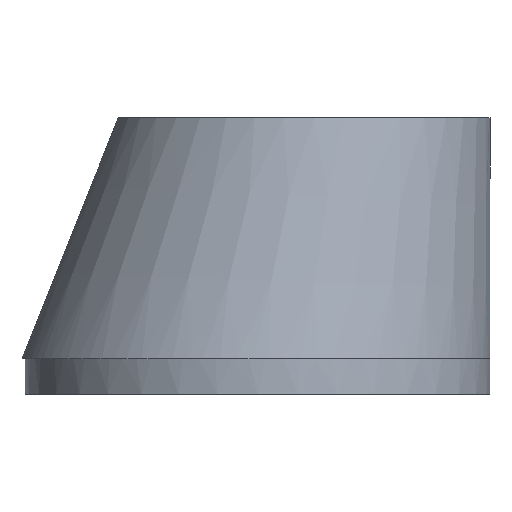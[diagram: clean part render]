
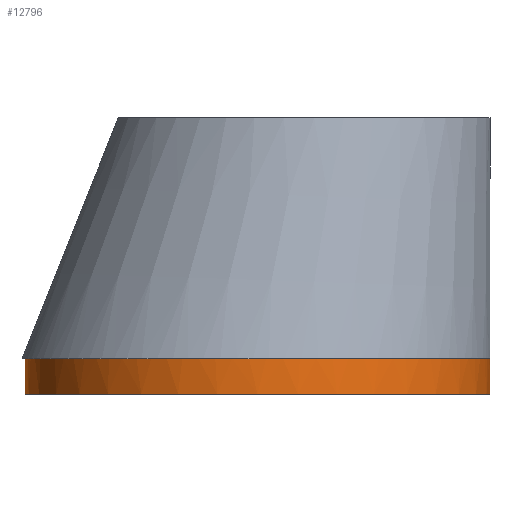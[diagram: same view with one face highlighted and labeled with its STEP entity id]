
A CAD part, front view. The second image highlights one B-rep face of the part: STEP entity #12796.
In plain terms, the highlighted cylindrical face has radius 483 mm (diameter 966 mm), a partial arc.
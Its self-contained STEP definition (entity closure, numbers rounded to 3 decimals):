
#593 = CARTESIAN_POINT ( 'NONE',  ( 483., 0., -74. ) ) ;
#911 = VERTEX_POINT ( 'NONE', #3092 ) ;
#1464 = CIRCLE ( 'NONE', #12349, 483. ) ;
#1994 = EDGE_CURVE ( 'NONE', #20545, #11691, #12332, .T. ) ;
#2333 = ORIENTED_EDGE ( 'NONE', *, *, #1994, .F. ) ;
#2872 = CARTESIAN_POINT ( 'NONE',  ( -483., 0., -74. ) ) ;
#3092 = CARTESIAN_POINT ( 'NONE',  ( 483., 0., 0. ) ) ;
#3787 = CARTESIAN_POINT ( 'NONE',  ( -483., 0., -74. ) ) ;
#4402 = CARTESIAN_POINT ( 'NONE',  ( 0., 0., 0. ) ) ;
#4548 = LINE ( 'NONE', #593, #9786 ) ;
#5584 = EDGE_CURVE ( 'NONE', #20545, #6779, #21724, .T. ) ;
#5903 = EDGE_CURVE ( 'NONE', #11691, #911, #1464, .T. ) ;
#6257 = DIRECTION ( 'NONE',  ( 0., 0., 1. ) ) ;
#6779 = VERTEX_POINT ( 'NONE', #19894 ) ;
#7445 = CYLINDRICAL_SURFACE ( 'NONE', #18126, 483. ) ;
#7560 = DIRECTION ( 'NONE',  ( 1., 0., 0. ) ) ;
#7827 = DIRECTION ( 'NONE',  ( 0., 0., 1. ) ) ;
#8202 = ORIENTED_EDGE ( 'NONE', *, *, #5903, .F. ) ;
#9310 = DIRECTION ( 'NONE',  ( 0., 0., 1. ) ) ;
#9642 = DIRECTION ( 'NONE',  ( 1., 0., 0. ) ) ;
#9786 = VECTOR ( 'NONE', #6257, 1000. ) ;
#10428 = ORIENTED_EDGE ( 'NONE', *, *, #15078, .T. ) ;
#10648 = CARTESIAN_POINT ( 'NONE',  ( 0., 0., -74. ) ) ;
#11691 = VERTEX_POINT ( 'NONE', #13405 ) ;
#11950 = AXIS2_PLACEMENT_3D ( 'NONE', #21451, #9310, #9642 ) ;
#12066 = ORIENTED_EDGE ( 'NONE', *, *, #5584, .T. ) ;
#12332 = LINE ( 'NONE', #3787, #19191 ) ;
#12349 = AXIS2_PLACEMENT_3D ( 'NONE', #4402, #7827, #14747 ) ;
#12796 = ADVANCED_FACE ( 'NONE', ( #19474 ), #7445, .T. ) ;
#13405 = CARTESIAN_POINT ( 'NONE',  ( -483., 0., 0. ) ) ;
#14747 = DIRECTION ( 'NONE',  ( 1., 0., 0. ) ) ;
#15078 = EDGE_CURVE ( 'NONE', #6779, #911, #4548, .T. ) ;
#17474 = EDGE_LOOP ( 'NONE', ( #2333, #12066, #10428, #8202 ) ) ;
#17656 = DIRECTION ( 'NONE',  ( 0., 0., 1. ) ) ;
#18126 = AXIS2_PLACEMENT_3D ( 'NONE', #10648, #17656, #7560 ) ;
#19191 = VECTOR ( 'NONE', #21054, 1000. ) ;
#19474 = FACE_OUTER_BOUND ( 'NONE', #17474, .T. ) ;
#19894 = CARTESIAN_POINT ( 'NONE',  ( 483., 0., -74. ) ) ;
#20545 = VERTEX_POINT ( 'NONE', #2872 ) ;
#21054 = DIRECTION ( 'NONE',  ( 0., 0., 1. ) ) ;
#21451 = CARTESIAN_POINT ( 'NONE',  ( 0., 0., -74. ) ) ;
#21724 = CIRCLE ( 'NONE', #11950, 483. ) ;
